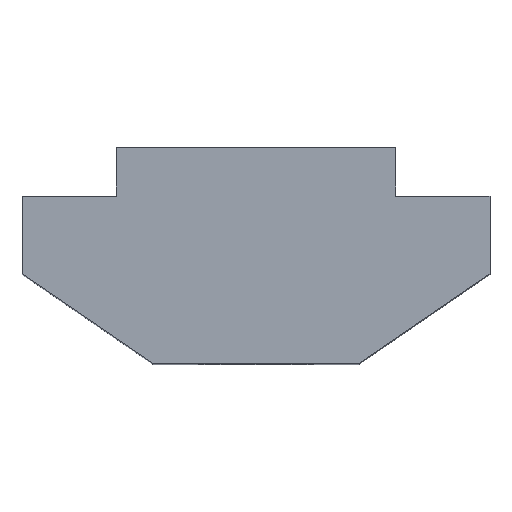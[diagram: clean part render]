
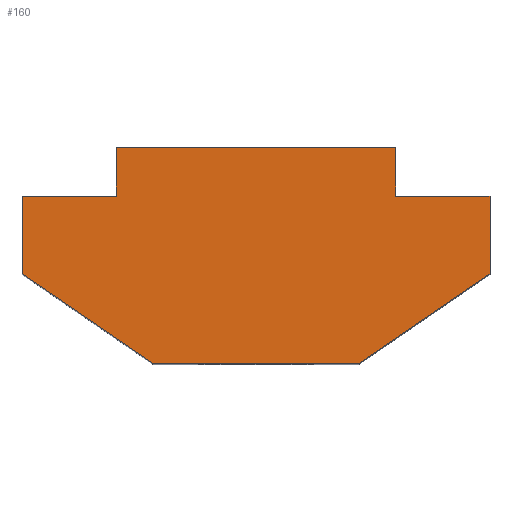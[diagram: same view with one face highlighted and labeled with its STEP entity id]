
A CAD part, top view. The second image highlights one B-rep face of the part: STEP entity #160.
In plain terms, the highlighted planar face has unit normal (0, 0, 1).
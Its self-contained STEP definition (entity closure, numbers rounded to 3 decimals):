
#2 = DIRECTION ( 'NONE',  ( 0., 0., -1. ) ) ;
#5 = DIRECTION ( 'NONE',  ( 0., 1., 0. ) ) ;
#7 = VECTOR ( 'NONE', #96, 1000. ) ;
#10 = EDGE_CURVE ( 'NONE', #177, #428, #474, .T. ) ;
#16 = VECTOR ( 'NONE', #298, 1000. ) ;
#30 = PLANE ( 'NONE',  #293 ) ;
#34 = EDGE_CURVE ( 'NONE', #290, #93, #282, .T. ) ;
#41 = VERTEX_POINT ( 'NONE', #499 ) ;
#43 = VERTEX_POINT ( 'NONE', #454 ) ;
#49 = CARTESIAN_POINT ( 'NONE',  ( -6.7, -1.4, 7.5 ) ) ;
#50 = ORIENTED_EDGE ( 'NONE', *, *, #175, .T. ) ;
#58 = CARTESIAN_POINT ( 'NONE',  ( 4., -1.4, 7.5 ) ) ;
#67 = FACE_OUTER_BOUND ( 'NONE', #425, .T. ) ;
#71 = CARTESIAN_POINT ( 'NONE',  ( -6.7, -1.4, 7.5 ) ) ;
#90 = DIRECTION ( 'NONE',  ( 0., -1., 0. ) ) ;
#93 = VERTEX_POINT ( 'NONE', #71 ) ;
#94 = LINE ( 'NONE', #476, #450 ) ;
#96 = DIRECTION ( 'NONE',  ( 1., 0., 0. ) ) ;
#98 = LINE ( 'NONE', #292, #143 ) ;
#122 = LINE ( 'NONE', #433, #374 ) ;
#132 = LINE ( 'NONE', #403, #188 ) ;
#142 = ORIENTED_EDGE ( 'NONE', *, *, #383, .T. ) ;
#143 = VECTOR ( 'NONE', #328, 1000. ) ;
#160 = ADVANCED_FACE ( 'NONE', ( #67 ), #30, .F. ) ;
#167 = CARTESIAN_POINT ( 'NONE',  ( -2.949, -6.2, 7.5 ) ) ;
#168 = VERTEX_POINT ( 'NONE', #315 ) ;
#171 = DIRECTION ( 'NONE',  ( 0.824, -0.566, 0. ) ) ;
#175 = EDGE_CURVE ( 'NONE', #381, #41, #345, .T. ) ;
#177 = VERTEX_POINT ( 'NONE', #509 ) ;
#188 = VECTOR ( 'NONE', #359, 1000. ) ;
#200 = DIRECTION ( 'NONE',  ( -1., 0., 0. ) ) ;
#202 = LINE ( 'NONE', #430, #461 ) ;
#215 = LINE ( 'NONE', #451, #7 ) ;
#219 = EDGE_CURVE ( 'NONE', #468, #43, #202, .T. ) ;
#238 = LINE ( 'NONE', #49, #422 ) ;
#248 = ORIENTED_EDGE ( 'NONE', *, *, #34, .T. ) ;
#278 = EDGE_CURVE ( 'NONE', #449, #381, #122, .T. ) ;
#282 = LINE ( 'NONE', #297, #16 ) ;
#290 = VERTEX_POINT ( 'NONE', #346 ) ;
#292 = CARTESIAN_POINT ( 'NONE',  ( 6.7, -3.625, 7.5 ) ) ;
#293 = AXIS2_PLACEMENT_3D ( 'NONE', #305, #2, #200 ) ;
#297 = CARTESIAN_POINT ( 'NONE',  ( -4., -1.4, 7.5 ) ) ;
#298 = DIRECTION ( 'NONE',  ( -1., 0., 0. ) ) ;
#305 = CARTESIAN_POINT ( 'NONE',  ( 0., 0., 7.5 ) ) ;
#315 = CARTESIAN_POINT ( 'NONE',  ( 2.949, -6.2, 7.5 ) ) ;
#316 = ORIENTED_EDGE ( 'NONE', *, *, #459, .T. ) ;
#319 = CARTESIAN_POINT ( 'NONE',  ( 6.7, -3.625, 7.5 ) ) ;
#322 = VECTOR ( 'NONE', #171, 1000. ) ;
#326 = ORIENTED_EDGE ( 'NONE', *, *, #487, .T. ) ;
#328 = DIRECTION ( 'NONE',  ( 0.824, 0.566, 0. ) ) ;
#336 = EDGE_CURVE ( 'NONE', #93, #177, #238, .T. ) ;
#345 = LINE ( 'NONE', #435, #432 ) ;
#346 = CARTESIAN_POINT ( 'NONE',  ( -4., -1.4, 7.5 ) ) ;
#347 = ORIENTED_EDGE ( 'NONE', *, *, #336, .T. ) ;
#353 = DIRECTION ( 'NONE',  ( -1., 0., 0. ) ) ;
#359 = DIRECTION ( 'NONE',  ( 0., -1., 0. ) ) ;
#360 = ORIENTED_EDGE ( 'NONE', *, *, #429, .T. ) ;
#368 = DIRECTION ( 'NONE',  ( -1., 0., 0. ) ) ;
#374 = VECTOR ( 'NONE', #392, 1000. ) ;
#381 = VERTEX_POINT ( 'NONE', #406 ) ;
#383 = EDGE_CURVE ( 'NONE', #43, #449, #94, .T. ) ;
#392 = DIRECTION ( 'NONE',  ( 0., 1., 0. ) ) ;
#403 = CARTESIAN_POINT ( 'NONE',  ( -4., 0., 7.5 ) ) ;
#406 = CARTESIAN_POINT ( 'NONE',  ( 4., 0., 7.5 ) ) ;
#413 = CARTESIAN_POINT ( 'NONE',  ( -6.7, -3.625, 7.5 ) ) ;
#414 = ORIENTED_EDGE ( 'NONE', *, *, #278, .T. ) ;
#422 = VECTOR ( 'NONE', #90, 1000. ) ;
#425 = EDGE_LOOP ( 'NONE', ( #360, #248, #347, #472, #316, #326, #434, #142, #414, #50 ) ) ;
#428 = VERTEX_POINT ( 'NONE', #167 ) ;
#429 = EDGE_CURVE ( 'NONE', #41, #290, #132, .T. ) ;
#430 = CARTESIAN_POINT ( 'NONE',  ( 6.7, -1.4, 7.5 ) ) ;
#432 = VECTOR ( 'NONE', #353, 1000. ) ;
#433 = CARTESIAN_POINT ( 'NONE',  ( 4., 0., 7.5 ) ) ;
#434 = ORIENTED_EDGE ( 'NONE', *, *, #219, .T. ) ;
#435 = CARTESIAN_POINT ( 'NONE',  ( 4., 0., 7.5 ) ) ;
#449 = VERTEX_POINT ( 'NONE', #58 ) ;
#450 = VECTOR ( 'NONE', #368, 1000. ) ;
#451 = CARTESIAN_POINT ( 'NONE',  ( -2.949, -6.2, 7.5 ) ) ;
#454 = CARTESIAN_POINT ( 'NONE',  ( 6.7, -1.4, 7.5 ) ) ;
#459 = EDGE_CURVE ( 'NONE', #428, #168, #215, .T. ) ;
#461 = VECTOR ( 'NONE', #5, 1000. ) ;
#468 = VERTEX_POINT ( 'NONE', #319 ) ;
#472 = ORIENTED_EDGE ( 'NONE', *, *, #10, .T. ) ;
#474 = LINE ( 'NONE', #413, #322 ) ;
#476 = CARTESIAN_POINT ( 'NONE',  ( 4., -1.4, 7.5 ) ) ;
#487 = EDGE_CURVE ( 'NONE', #168, #468, #98, .T. ) ;
#499 = CARTESIAN_POINT ( 'NONE',  ( -4., 0., 7.5 ) ) ;
#509 = CARTESIAN_POINT ( 'NONE',  ( -6.7, -3.625, 7.5 ) ) ;
